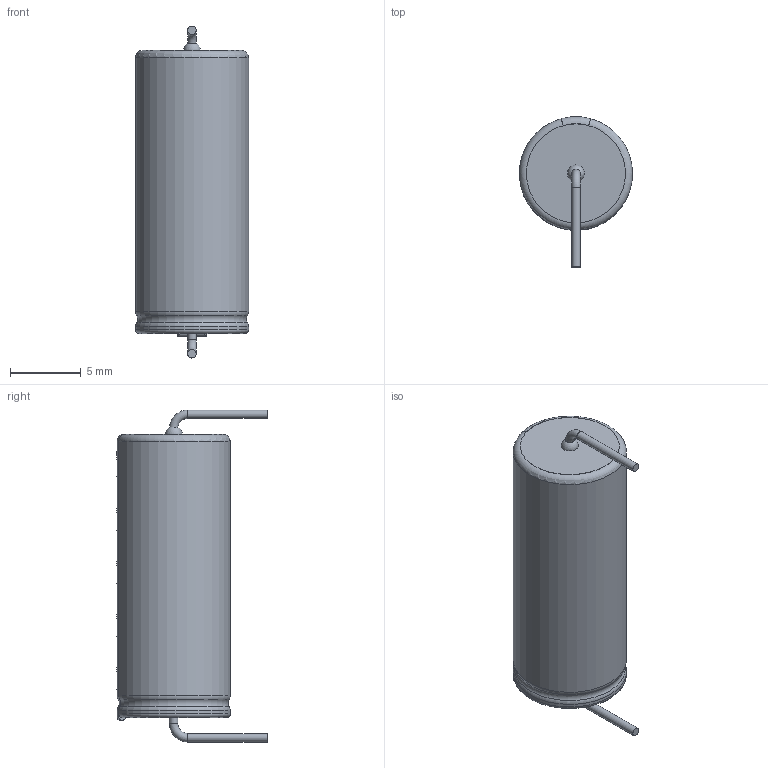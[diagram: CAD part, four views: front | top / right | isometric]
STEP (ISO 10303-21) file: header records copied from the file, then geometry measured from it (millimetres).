
FILE_DESCRIPTION(('FreeCAD Model'),'2;1');
FILE_NAME('Vishay_516D_D8_L20_P22.86_d0.6_LL2.6.step','2019-07-10T15:59:18', ('Author'),(''),'Open CASCADE STEP processor 7.3','FreeCAD','Unknown' );
FILE_SCHEMA(('AUTOMOTIVE_DESIGN { 1 0 10303 214 1 1 1 1 }'));
Length unit declared in the file: millimetre
Products named in the file (1): Vishay_516D_D8_L20_P22.86_d0.6_LL2.6
Bounding box: 7.99 x 10.61 x 23.46 mm (x, y, z)
Volume: 1007.2 mm3; surface area: 626.5 mm2
Topology: 1 solids, 1 shells, 64 faces, 156 edges, 101 vertices
Faces by surface type: plane 31, torus 16, cylinder 16, sphere 1
Full cylindrical faces by diameter (mm): 0.6 x3, 7 x1
Entity records: 2639 total; most frequent: CARTESIAN_POINT 605, DIRECTION 361, ORIENTED_EDGE 312, EDGE_CURVE 156, AXIS2_PLACEMENT_3D 149, VERTEX_POINT 101, FACE_BOUND 71, EDGE_LOOP 71
